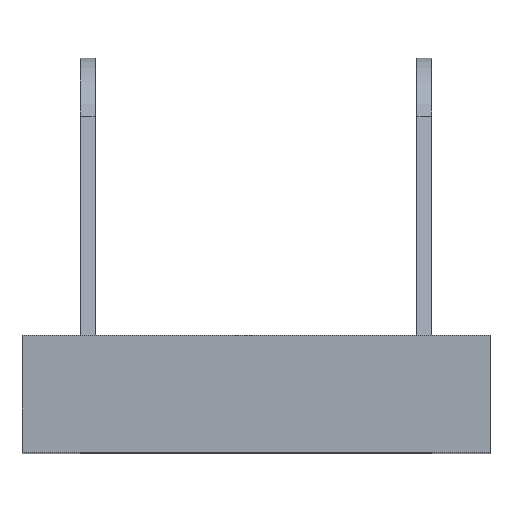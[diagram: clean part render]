
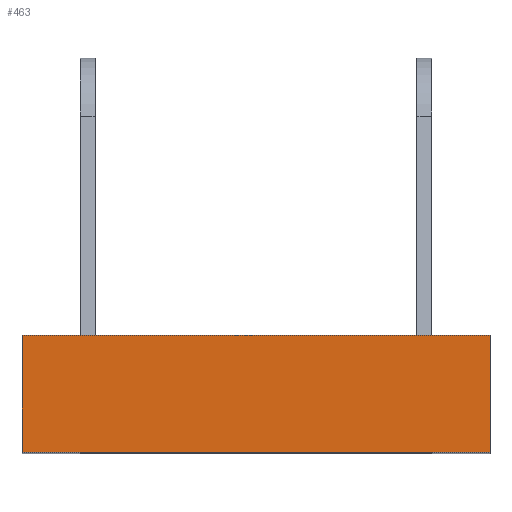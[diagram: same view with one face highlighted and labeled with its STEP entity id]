
A CAD part, top view. The second image highlights one B-rep face of the part: STEP entity #463.
In plain terms, the highlighted planar face has unit normal (0, 0, 1).
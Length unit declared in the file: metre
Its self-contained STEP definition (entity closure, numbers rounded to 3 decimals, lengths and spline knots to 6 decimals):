
#58=ORIENTED_EDGE('',*,*,#180,.F.);
#59=ORIENTED_EDGE('',*,*,#167,.F.);
#60=ORIENTED_EDGE('',*,*,#181,.T.);
#61=ORIENTED_EDGE('',*,*,#159,.T.);
#159=EDGE_CURVE('',#224,#222,#263,.T.);
#167=EDGE_CURVE('',#229,#228,#271,.T.);
#180=EDGE_CURVE('',#228,#222,#284,.T.);
#181=EDGE_CURVE('',#229,#224,#285,.T.);
#222=VERTEX_POINT('',#671);
#224=VERTEX_POINT('',#674);
#228=VERTEX_POINT('',#686);
#229=VERTEX_POINT('',#688);
#263=LINE('',#673,#323);
#271=LINE('',#689,#331);
#284=LINE('',#715,#344);
#285=LINE('',#716,#345);
#323=VECTOR('',#543,1.);
#331=VECTOR('',#555,1.);
#344=VECTOR('',#578,1.);
#345=VECTOR('',#579,1.);
#383=EDGE_LOOP('',(#58,#59,#60,#61));
#411=FACE_BOUND('',#383,.T.);
#439=PLANE('',#504);
#463=ADVANCED_FACE('',(#411),#439,.T.);
#504=AXIS2_PLACEMENT_3D('',#714,#576,#577);
#543=DIRECTION('',(0.,-1.,0.));
#555=DIRECTION('',(0.,-1.,0.));
#576=DIRECTION('',(0.,0.,1.));
#577=DIRECTION('',(1.,0.,0.));
#578=DIRECTION('',(-1.,0.,0.));
#579=DIRECTION('',(-1.,0.,0.));
#671=CARTESIAN_POINT('',(-0.1016,0.1778,0.98425));
#673=CARTESIAN_POINT('',(-0.1016,0.2286,0.98425));
#674=CARTESIAN_POINT('',(-0.1016,0.2286,0.98425));
#686=CARTESIAN_POINT('',(0.1016,0.1778,0.98425));
#688=CARTESIAN_POINT('',(0.1016,0.2286,0.98425));
#689=CARTESIAN_POINT('',(0.1016,0.2286,0.98425));
#714=CARTESIAN_POINT('',(0.,0.2286,0.98425));
#715=CARTESIAN_POINT('',(0.,0.1778,0.98425));
#716=CARTESIAN_POINT('',(0.,0.2286,0.98425));
